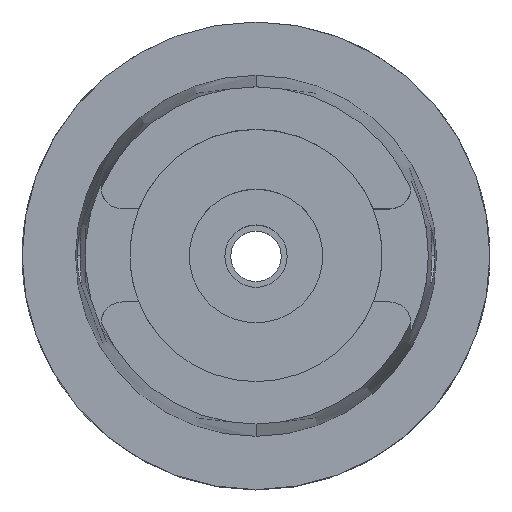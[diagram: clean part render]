
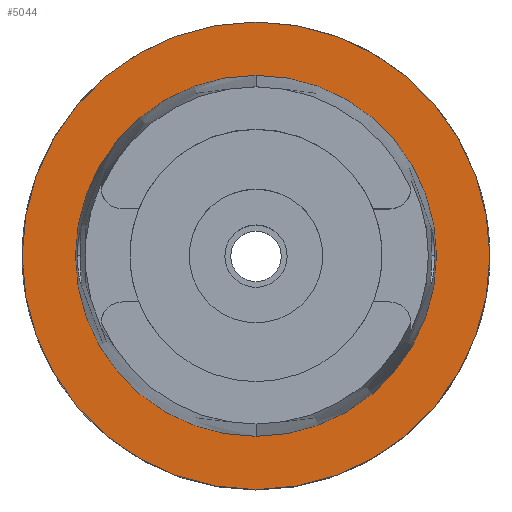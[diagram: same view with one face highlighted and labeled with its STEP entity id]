
A CAD part, top view. The second image highlights one B-rep face of the part: STEP entity #5044.
In plain terms, the highlighted planar face has unit normal (0, 0, 1).
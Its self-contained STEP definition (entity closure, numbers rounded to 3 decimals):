
#2305=CARTESIAN_POINT('',(0.,0.,0.));
#2306=DIRECTION('',(0.,0.,-1.));
#2307=DIRECTION('',(0.,-1.,0.));
#2308=AXIS2_PLACEMENT_3D('',#2305,#2306,#2307);
#2313=CARTESIAN_POINT('',(0.,0.,0.));
#2314=DIRECTION('',(0.,0.,-1.));
#2315=DIRECTION('',(0.,1.,0.));
#2316=AXIS2_PLACEMENT_3D('',#2313,#2314,#2315);
#2321=CARTESIAN_POINT('',(0.,0.,0.));
#2322=DIRECTION('',(0.,0.,1.));
#2323=DIRECTION('',(0.,-1.,0.));
#2324=AXIS2_PLACEMENT_3D('',#2321,#2322,#2323);
#2329=CARTESIAN_POINT('',(0.,0.,0.));
#2330=DIRECTION('',(0.,0.,1.));
#2331=DIRECTION('',(0.,1.,0.));
#2332=AXIS2_PLACEMENT_3D('',#2329,#2330,#2331);
#2985=CARTESIAN_POINT('',(0.,-24.315,0.));
#2986=VERTEX_POINT('',#2985);
#2987=CARTESIAN_POINT('',(0.,24.315,0.));
#2988=VERTEX_POINT('',#2987);
#3337=CARTESIAN_POINT('',(0.,31.5,0.));
#3338=VERTEX_POINT('',#3337);
#3339=CARTESIAN_POINT('',(0.,-31.5,0.));
#3340=VERTEX_POINT('',#3339);
#5031=CARTESIAN_POINT('',(0.,0.,0.));
#5032=DIRECTION('',(0.,0.,1.));
#5033=DIRECTION('',(0.,1.,0.));
#5034=AXIS2_PLACEMENT_3D('',#5031,#5032,#5033);
#5035=PLANE('',#5034);
#5036=ORIENTED_EDGE('',*,*,#5013,.T.);
#5037=ORIENTED_EDGE('',*,*,#4904,.T.);
#5038=EDGE_LOOP('',(#5036,#5037));
#5039=FACE_OUTER_BOUND('',#5038,.F.);
#5040=ORIENTED_EDGE('',*,*,#3526,.T.);
#5041=ORIENTED_EDGE('',*,*,#3482,.T.);
#5042=EDGE_LOOP('',(#5040,#5041));
#5043=FACE_BOUND('',#5042,.F.);
#2309=CIRCLE('',#2308,31.5);
#2317=CIRCLE('',#2316,31.5);
#2325=CIRCLE('',#2324,24.315);
#2333=CIRCLE('',#2332,24.315);
#3482=EDGE_CURVE('',#2988,#2986,#2333,.T.);
#3526=EDGE_CURVE('',#2986,#2988,#2325,.T.);
#4904=EDGE_CURVE('',#3338,#3340,#2317,.T.);
#5013=EDGE_CURVE('',#3340,#3338,#2309,.T.);
#5044=ADVANCED_FACE('',(#5039,#5043),#5035,.T.);
